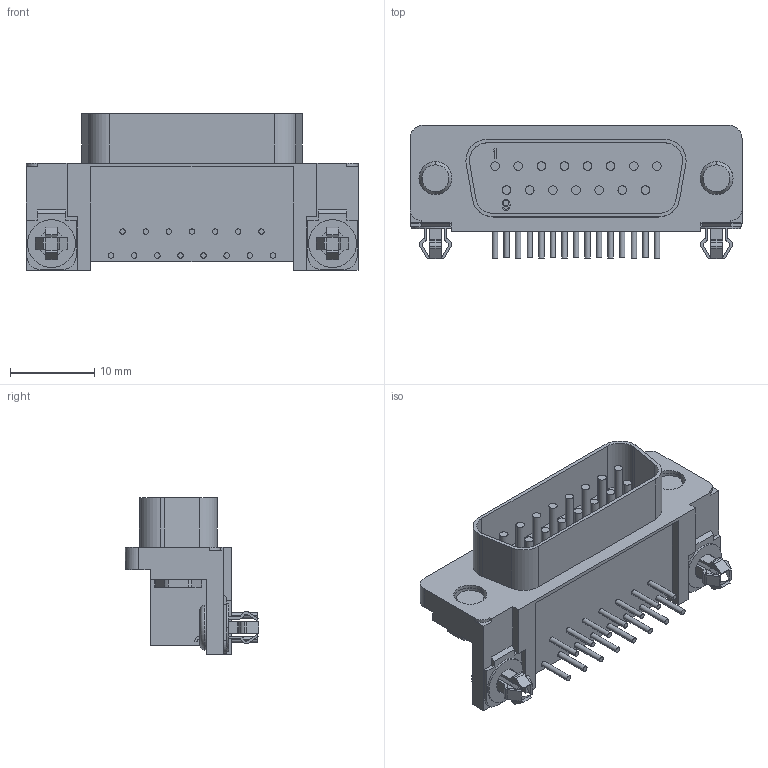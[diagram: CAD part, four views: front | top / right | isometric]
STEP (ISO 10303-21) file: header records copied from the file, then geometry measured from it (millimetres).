
FILE_DESCRIPTION(('STEP AP242'),'1');
FILE_NAME('5747841-4.stp','2021-01-28T09:45:09',('TraceParts'),('TraceParts S.A.'),'Spatial InterOp 3D',' ',' ');
FILE_SCHEMA(('AP242_MANAGED_MODEL_BASED_3D_ENGINEERING_MIM_LF {1 0 10303 442 1 1 4}'));
Length unit declared in the file: millimetre
Products named in the file (1): 5747841-4
Bounding box: 39.37 x 15.81 x 18.6 mm (x, y, z)
Volume: 3791.1 mm3; surface area: 3701.7 mm2
Topology: 1 solids, 3 shells, 534 faces, 1379 edges, 910 vertices
Faces by surface type: plane 314, cylinder 208, torus 8, cone 4
Entity records: 16416 total; most frequent: CARTESIAN_POINT 2920, DIRECTION 2879, ORIENTED_EDGE 2758, EDGE_CURVE 1379, AXIS2_PLACEMENT_3D 973, LINE 933, VECTOR 933, VERTEX_POINT 910
